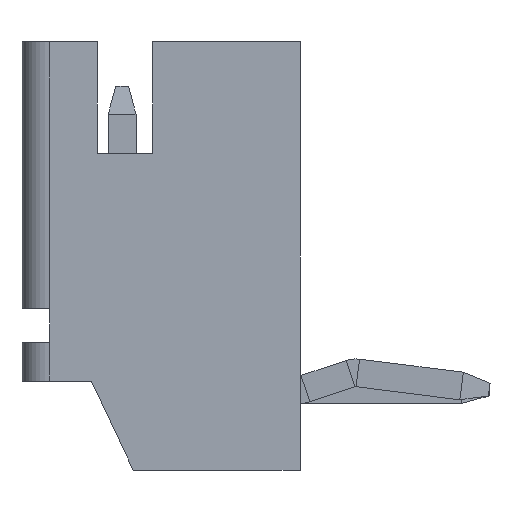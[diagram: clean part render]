
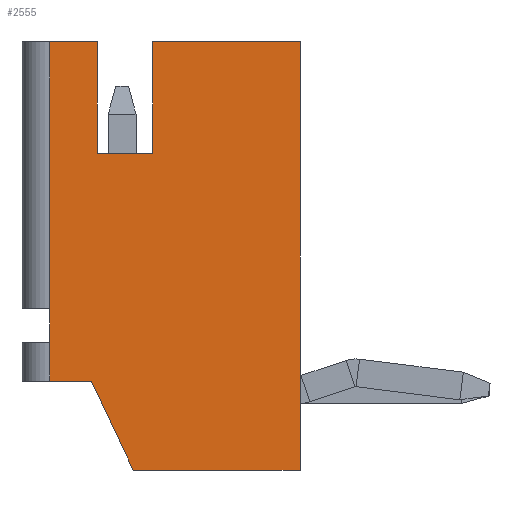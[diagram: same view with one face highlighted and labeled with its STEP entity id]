
A CAD part, left-side view. The second image highlights one B-rep face of the part: STEP entity #2555.
In plain terms, the highlighted planar face has unit normal (-1, 0, 0).
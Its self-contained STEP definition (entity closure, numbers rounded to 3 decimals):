
#1 = VERTEX_POINT ( 'NONE', #2319 ) ;
#18 = ORIENTED_EDGE ( 'NONE', *, *, #4099, .T. ) ;
#99 = LINE ( 'NONE', #6127, #4870 ) ;
#108 = ORIENTED_EDGE ( 'NONE', *, *, #464, .T. ) ;
#205 = CARTESIAN_POINT ( 'NONE',  ( -2., -0.55, 4.1 ) ) ;
#251 = CARTESIAN_POINT ( 'NONE',  ( -2., -3.2, 6.1 ) ) ;
#257 = EDGE_CURVE ( 'NONE', #3015, #2222, #5678, .T. ) ;
#278 = CARTESIAN_POINT ( 'NONE',  ( -2., -0.55, 6.1 ) ) ;
#464 = EDGE_CURVE ( 'NONE', #1088, #1, #5190, .T. ) ;
#541 = EDGE_CURVE ( 'NONE', #2662, #3015, #5412, .T. ) ;
#656 = CARTESIAN_POINT ( 'NONE',  ( -2., 1.3, 0. ) ) ;
#701 = DIRECTION ( 'NONE',  ( 0., 0., -1. ) ) ;
#717 = VECTOR ( 'NONE', #983, 1000. ) ;
#791 = ORIENTED_EDGE ( 'NONE', *, *, #3686, .T. ) ;
#807 = EDGE_CURVE ( 'NONE', #1624, #1088, #1817, .T. ) ;
#903 = VECTOR ( 'NONE', #4745, 1000. ) ;
#983 = DIRECTION ( 'NONE',  ( 0., 1., 0. ) ) ;
#1071 = ORIENTED_EDGE ( 'NONE', *, *, #3229, .T. ) ;
#1088 = VERTEX_POINT ( 'NONE', #5551 ) ;
#1240 = ORIENTED_EDGE ( 'NONE', *, *, #5453, .T. ) ;
#1412 = FACE_OUTER_BOUND ( 'NONE', #4803, .T. ) ;
#1453 = CARTESIAN_POINT ( 'NONE',  ( -2., -0.55, 6.1 ) ) ;
#1515 = VECTOR ( 'NONE', #2872, 1000. ) ;
#1622 = VECTOR ( 'NONE', #1732, 1000. ) ;
#1624 = VERTEX_POINT ( 'NONE', #2086 ) ;
#1650 = CARTESIAN_POINT ( 'NONE',  ( -2., -3.2, -1.6 ) ) ;
#1656 = CARTESIAN_POINT ( 'NONE',  ( -2., 0.55, 0. ) ) ;
#1692 = DIRECTION ( 'NONE',  ( 0., -0.424, -0.905 ) ) ;
#1707 = EDGE_CURVE ( 'NONE', #4160, #4917, #99, .T. ) ;
#1732 = DIRECTION ( 'NONE',  ( 0., -1., 0. ) ) ;
#1817 = LINE ( 'NONE', #656, #6115 ) ;
#2086 = CARTESIAN_POINT ( 'NONE',  ( -2., 1.3, 6.1 ) ) ;
#2169 = CARTESIAN_POINT ( 'NONE',  ( -2., 1.3, 0. ) ) ;
#2222 = VERTEX_POINT ( 'NONE', #5423 ) ;
#2319 = CARTESIAN_POINT ( 'NONE',  ( -2., 1.3, 0.7 ) ) ;
#2555 = ADVANCED_FACE ( 'NONE', ( #1412 ), #3036, .T. ) ;
#2610 = LINE ( 'NONE', #5683, #903 ) ;
#2662 = VERTEX_POINT ( 'NONE', #278 ) ;
#2685 = LINE ( 'NONE', #2986, #5880 ) ;
#2785 = EDGE_CURVE ( 'NONE', #4917, #2662, #3798, .T. ) ;
#2872 = DIRECTION ( 'NONE',  ( 0., 0., -1. ) ) ;
#2890 = CARTESIAN_POINT ( 'NONE',  ( -2., 1.3, 1.3 ) ) ;
#2920 = LINE ( 'NONE', #4132, #3762 ) ;
#2986 = CARTESIAN_POINT ( 'NONE',  ( -2., 1.8, 0. ) ) ;
#3015 = VERTEX_POINT ( 'NONE', #205 ) ;
#3036 = PLANE ( 'NONE',  #5485 ) ;
#3184 = VERTEX_POINT ( 'NONE', #6195 ) ;
#3185 = ORIENTED_EDGE ( 'NONE', *, *, #6290, .T. ) ;
#3229 = EDGE_CURVE ( 'NONE', #2222, #4452, #2610, .T. ) ;
#3253 = DIRECTION ( 'NONE',  ( 0., 0., 1. ) ) ;
#3434 = DIRECTION ( 'NONE',  ( 0., 1., 0. ) ) ;
#3535 = CARTESIAN_POINT ( 'NONE',  ( -2., 0., 0. ) ) ;
#3686 = EDGE_CURVE ( 'NONE', #3184, #4160, #4449, .T. ) ;
#3761 = DIRECTION ( 'NONE',  ( 0., 1., 0. ) ) ;
#3762 = VECTOR ( 'NONE', #1692, 1000. ) ;
#3798 = LINE ( 'NONE', #4362, #717 ) ;
#3927 = DIRECTION ( 'NONE',  ( 0., -1., 0. ) ) ;
#4051 = LINE ( 'NONE', #5940, #5183 ) ;
#4099 = EDGE_CURVE ( 'NONE', #5563, #3184, #2920, .T. ) ;
#4123 = DIRECTION ( 'NONE',  ( 0., 0., -1. ) ) ;
#4132 = CARTESIAN_POINT ( 'NONE',  ( -2., -0.2, -1.6 ) ) ;
#4140 = CARTESIAN_POINT ( 'NONE',  ( -2., 1.3, 0. ) ) ;
#4143 = ORIENTED_EDGE ( 'NONE', *, *, #4591, .T. ) ;
#4160 = VERTEX_POINT ( 'NONE', #1650 ) ;
#4265 = LINE ( 'NONE', #4140, #5246 ) ;
#4362 = CARTESIAN_POINT ( 'NONE',  ( -2., -0.55, 6.1 ) ) ;
#4378 = VECTOR ( 'NONE', #3761, 1000. ) ;
#4449 = LINE ( 'NONE', #4731, #1622 ) ;
#4452 = VERTEX_POINT ( 'NONE', #5824 ) ;
#4534 = ORIENTED_EDGE ( 'NONE', *, *, #2785, .T. ) ;
#4591 = EDGE_CURVE ( 'NONE', #6224, #5563, #2685, .T. ) ;
#4661 = CARTESIAN_POINT ( 'NONE',  ( -2., 0.45, 4.1 ) ) ;
#4731 = CARTESIAN_POINT ( 'NONE',  ( -2., -3.2, -1.6 ) ) ;
#4745 = DIRECTION ( 'NONE',  ( 0., 0., 1. ) ) ;
#4803 = EDGE_LOOP ( 'NONE', ( #108, #3185, #4143, #18, #791, #4877, #4534, #5760, #5085, #1071, #1240, #4893 ) ) ;
#4870 = VECTOR ( 'NONE', #3253, 1000. ) ;
#4877 = ORIENTED_EDGE ( 'NONE', *, *, #1707, .T. ) ;
#4893 = ORIENTED_EDGE ( 'NONE', *, *, #807, .T. ) ;
#4917 = VERTEX_POINT ( 'NONE', #251 ) ;
#5085 = ORIENTED_EDGE ( 'NONE', *, *, #257, .T. ) ;
#5183 = VECTOR ( 'NONE', #3434, 1000. ) ;
#5190 = LINE ( 'NONE', #2890, #1515 ) ;
#5246 = VECTOR ( 'NONE', #701, 1000. ) ;
#5412 = LINE ( 'NONE', #1453, #5872 ) ;
#5423 = CARTESIAN_POINT ( 'NONE',  ( -2., 0.45, 4.1 ) ) ;
#5453 = EDGE_CURVE ( 'NONE', #4452, #1624, #4051, .T. ) ;
#5485 = AXIS2_PLACEMENT_3D ( 'NONE', #3535, #5504, #5931 ) ;
#5504 = DIRECTION ( 'NONE',  ( -1., 0., 0. ) ) ;
#5551 = CARTESIAN_POINT ( 'NONE',  ( -2., 1.3, 1.3 ) ) ;
#5563 = VERTEX_POINT ( 'NONE', #1656 ) ;
#5678 = LINE ( 'NONE', #4661, #4378 ) ;
#5683 = CARTESIAN_POINT ( 'NONE',  ( -2., 0.45, 6.1 ) ) ;
#5760 = ORIENTED_EDGE ( 'NONE', *, *, #541, .T. ) ;
#5824 = CARTESIAN_POINT ( 'NONE',  ( -2., 0.45, 6.1 ) ) ;
#5860 = DIRECTION ( 'NONE',  ( 0., 0., -1. ) ) ;
#5872 = VECTOR ( 'NONE', #5860, 1000. ) ;
#5880 = VECTOR ( 'NONE', #3927, 1000. ) ;
#5931 = DIRECTION ( 'NONE',  ( 0., -1., 0. ) ) ;
#5940 = CARTESIAN_POINT ( 'NONE',  ( -2., 1.8, 6.1 ) ) ;
#6115 = VECTOR ( 'NONE', #4123, 1000. ) ;
#6127 = CARTESIAN_POINT ( 'NONE',  ( -2., -3.2, 6.1 ) ) ;
#6195 = CARTESIAN_POINT ( 'NONE',  ( -2., -0.2, -1.6 ) ) ;
#6224 = VERTEX_POINT ( 'NONE', #2169 ) ;
#6290 = EDGE_CURVE ( 'NONE', #1, #6224, #4265, .T. ) ;
